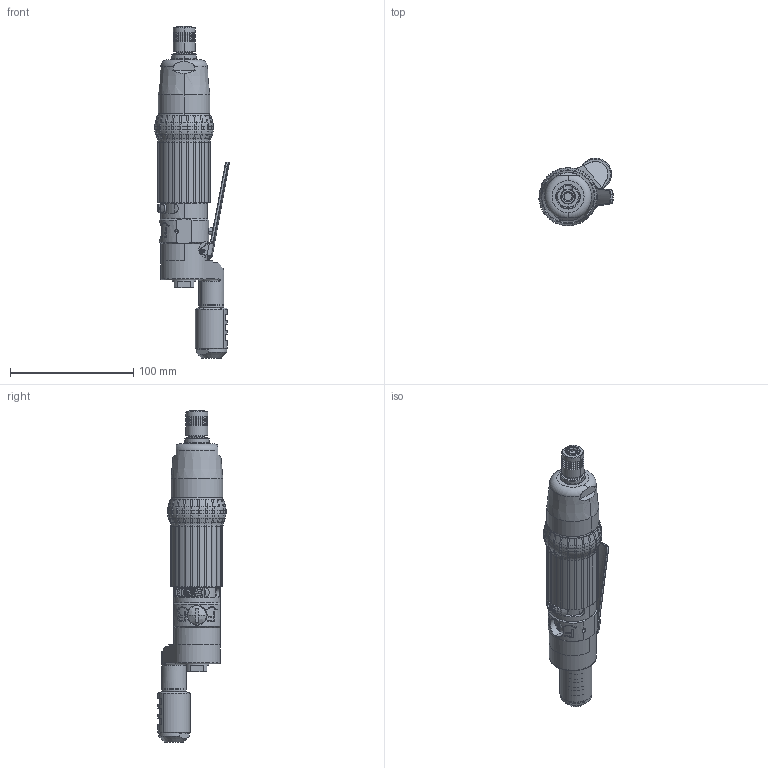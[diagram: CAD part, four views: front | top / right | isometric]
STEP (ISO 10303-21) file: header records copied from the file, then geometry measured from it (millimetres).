
FILE_DESCRIPTION((''),'2;1');
FILE_NAME('EXT_COMP_SW0015','2021-07-15T22:21:20',('INEdipo'),(''),'CREO PARAMETRIC BY PTC INC, 2020281','CREO PARAMETRIC BY PTC INC, 2020281','');
FILE_SCHEMA(('CONFIG_CONTROL_DESIGN'));
Length unit declared in the file: inch
Products named in the file (1): EXT_COMP_SW0015
Bounding box: 60.39 x 55.23 x 269.25 mm (x, y, z)
Volume: 272595.2 mm3; surface area: 43906.6 mm2
Topology: 2 solids, 2 shells, 874 faces, 2015 edges, 1165 vertices
Faces by surface type: cylinder 283, torus 200, plane 185, cone 123, bspline 77, sphere 6
Entity records: 30038 total; most frequent: CARTESIAN_POINT 10993, ORIENTED_EDGE 4014, DIRECTION 3994, EDGE_CURVE 2007, AXIS2_PLACEMENT_3D 1719, VERTEX_POINT 1165, CIRCLE 922, EDGE_LOOP 918
